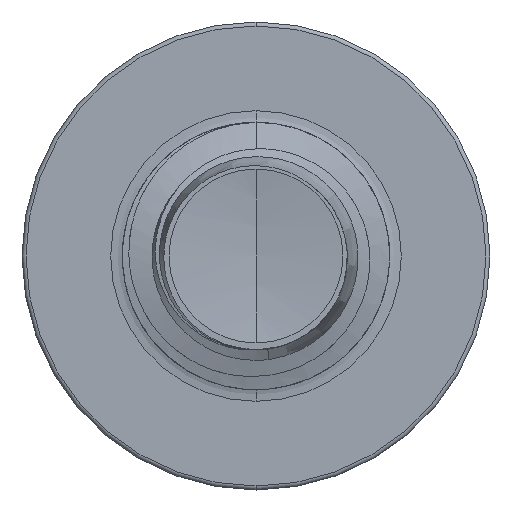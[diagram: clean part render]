
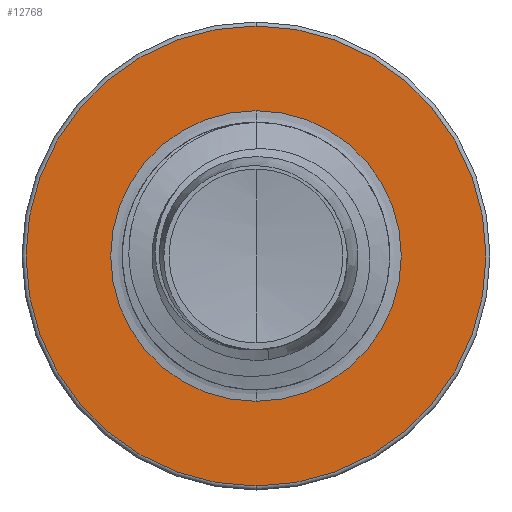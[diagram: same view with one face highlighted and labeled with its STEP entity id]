
A CAD part, front view. The second image highlights one B-rep face of the part: STEP entity #12768.
In plain terms, the highlighted planar face has unit normal (0, -1, 0).
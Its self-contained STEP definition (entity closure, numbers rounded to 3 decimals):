
#72 = VERTEX_POINT ( 'NONE', #18392 ) ;
#240 = AXIS2_PLACEMENT_3D ( 'NONE', #4885, #17831, #6728 ) ;
#857 = AXIS2_PLACEMENT_3D ( 'NONE', #13501, #2516, #15389 ) ;
#2057 = EDGE_LOOP ( 'NONE', ( #4356, #11261 ) ) ;
#2516 = DIRECTION ( 'NONE',  ( 0., 1., 0. ) ) ;
#2604 = CARTESIAN_POINT ( 'NONE',  ( 0., 9., 0. ) ) ;
#2826 = VERTEX_POINT ( 'NONE', #8520 ) ;
#4356 = ORIENTED_EDGE ( 'NONE', *, *, #16643, .T. ) ;
#4441 = DIRECTION ( 'NONE',  ( 0., 0., 1. ) ) ;
#4475 = CARTESIAN_POINT ( 'NONE',  ( 0., 9., -2.174 ) ) ;
#4751 = EDGE_CURVE ( 'NONE', #8613, #2826, #20372, .T. ) ;
#4885 = CARTESIAN_POINT ( 'NONE',  ( 0., 9., 0. ) ) ;
#5817 = EDGE_CURVE ( 'NONE', #72, #6135, #12438, .T. ) ;
#6135 = VERTEX_POINT ( 'NONE', #22337 ) ;
#6728 = DIRECTION ( 'NONE',  ( 0., 0., 1. ) ) ;
#7653 = EDGE_LOOP ( 'NONE', ( #19973, #16303 ) ) ;
#8157 = DIRECTION ( 'NONE',  ( 0., 1., 0. ) ) ;
#8520 = CARTESIAN_POINT ( 'NONE',  ( 0., 9., 2.174 ) ) ;
#8613 = VERTEX_POINT ( 'NONE', #23225 ) ;
#10663 = CARTESIAN_POINT ( 'NONE',  ( 0., 9., 0. ) ) ;
#11261 = ORIENTED_EDGE ( 'NONE', *, *, #4751, .T. ) ;
#11528 = CIRCLE ( 'NONE', #21604, 3.44 ) ;
#12438 = CIRCLE ( 'NONE', #240, 3.44 ) ;
#12499 = DIRECTION ( 'NONE',  ( 0., 0., 1. ) ) ;
#12768 = ADVANCED_FACE ( 'NONE', ( #17658, #18260 ), #22937, .F. ) ;
#13501 = CARTESIAN_POINT ( 'NONE',  ( 0., 9., 0. ) ) ;
#15389 = DIRECTION ( 'NONE',  ( 0., 0., 1. ) ) ;
#15475 = DIRECTION ( 'NONE',  ( 0., 1., 0. ) ) ;
#15678 = EDGE_CURVE ( 'NONE', #6135, #72, #11528, .T. ) ;
#16303 = ORIENTED_EDGE ( 'NONE', *, *, #5817, .F. ) ;
#16643 = EDGE_CURVE ( 'NONE', #2826, #8613, #17919, .T. ) ;
#17658 = FACE_OUTER_BOUND ( 'NONE', #7653, .T. ) ;
#17831 = DIRECTION ( 'NONE',  ( 0., 1., 0. ) ) ;
#17919 = CIRCLE ( 'NONE', #857, 2.174 ) ;
#18260 = FACE_BOUND ( 'NONE', #2057, .T. ) ;
#18392 = CARTESIAN_POINT ( 'NONE',  ( 0., 9., -3.44 ) ) ;
#19321 = AXIS2_PLACEMENT_3D ( 'NONE', #4475, #8157, #21170 ) ;
#19973 = ORIENTED_EDGE ( 'NONE', *, *, #15678, .F. ) ;
#20372 = CIRCLE ( 'NONE', #23432, 2.174 ) ;
#21170 = DIRECTION ( 'NONE',  ( 0., 0., 1. ) ) ;
#21604 = AXIS2_PLACEMENT_3D ( 'NONE', #2604, #15475, #4441 ) ;
#22337 = CARTESIAN_POINT ( 'NONE',  ( 0., 9., 3.44 ) ) ;
#22937 = PLANE ( 'NONE',  #19321 ) ;
#23225 = CARTESIAN_POINT ( 'NONE',  ( 0., 9., -2.174 ) ) ;
#23432 = AXIS2_PLACEMENT_3D ( 'NONE', #10663, #23653, #12499 ) ;
#23653 = DIRECTION ( 'NONE',  ( 0., 1., 0. ) ) ;
